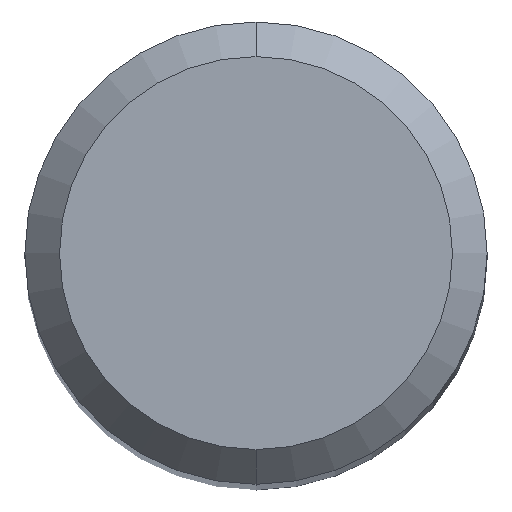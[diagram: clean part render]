
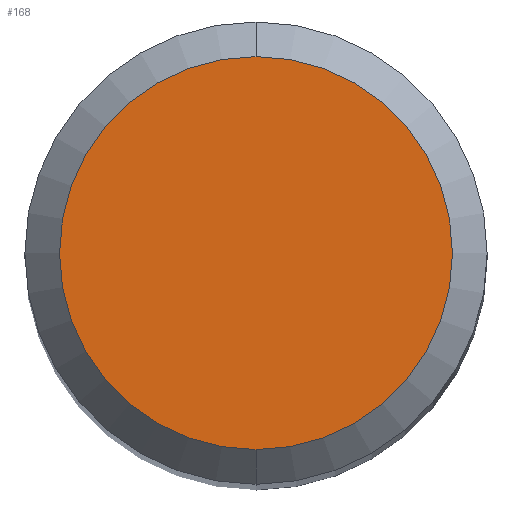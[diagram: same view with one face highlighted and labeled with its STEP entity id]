
A CAD part, top view. The second image highlights one B-rep face of the part: STEP entity #168.
In plain terms, the highlighted planar face has unit normal (0, 0, 1).
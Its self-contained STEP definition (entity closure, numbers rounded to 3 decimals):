
#134=VERTEX_POINT('',#303);
#168=ADVANCED_FACE('',(#342),#343,.T.);
#200=VERTEX_POINT('',#378);
#224=EDGE_CURVE('',#200,#134,#406,.T.);
#230=EDGE_CURVE('',#134,#200,#412,.T.);
#303=CARTESIAN_POINT('',(0.0,1.7,0.0));
#342=FACE_OUTER_BOUND('',#538,.T.);
#343=PLANE('',#539);
#378=CARTESIAN_POINT('',(0.,-1.7,0.0));
#406=CIRCLE('',#619,1.7);
#412=CIRCLE('',#627,1.7);
#538=EDGE_LOOP('',(#752,#753));
#539=AXIS2_PLACEMENT_3D('',#754,#755,#756);
#619=AXIS2_PLACEMENT_3D('',#842,#843,#844);
#627=AXIS2_PLACEMENT_3D('',#848,#849,#850);
#752=ORIENTED_EDGE('',*,*,#230,.F.);
#753=ORIENTED_EDGE('',*,*,#224,.F.);
#754=CARTESIAN_POINT('',(0.0,0.85,0.0));
#755=DIRECTION('',(-0.0,0.0,1.0));
#756=DIRECTION('',(0.0,-1.0,0.0));
#842=CARTESIAN_POINT('',(0.0,0.0,0.0));
#843=DIRECTION('',(0.0,0.0,-1.0));
#844=DIRECTION('',(0.0,1.0,0.0));
#848=CARTESIAN_POINT('',(0.0,0.0,0.0));
#849=DIRECTION('',(0.0,0.0,-1.0));
#850=DIRECTION('',(0.0,1.0,0.0));
